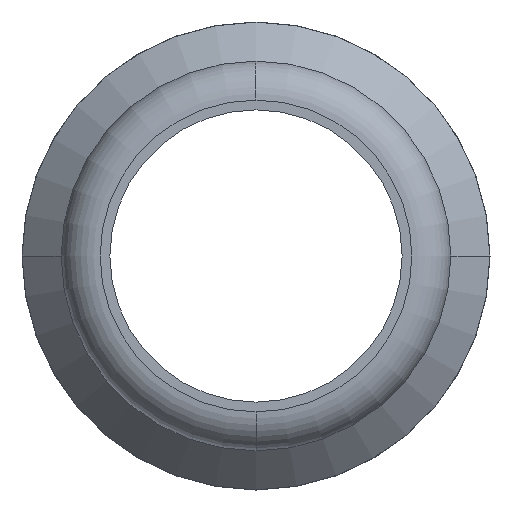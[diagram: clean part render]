
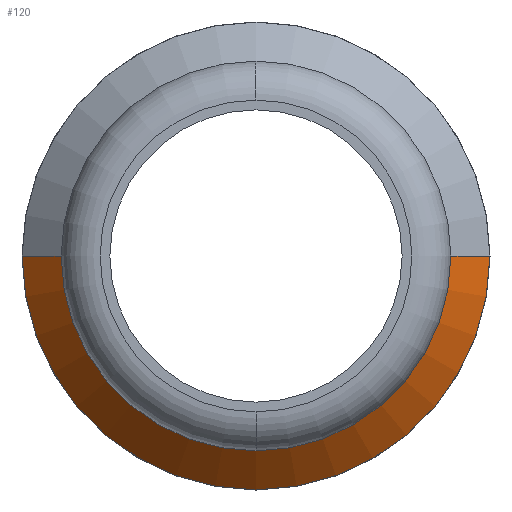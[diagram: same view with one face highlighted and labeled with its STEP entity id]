
A CAD part, front view. The second image highlights one B-rep face of the part: STEP entity #120.
In plain terms, the highlighted conical face has half-angle 45 degrees and reference radius 5.5 mm.
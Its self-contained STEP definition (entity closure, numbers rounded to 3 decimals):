
#120=ADVANCED_FACE('',(#255),#256,.T.);
#255=FACE_OUTER_BOUND('',#402,.T.);
#256=CONICAL_SURFACE('',#403,5.5,0.785);
#402=EDGE_LOOP('',(#674,#675,#676,#677));
#403=AXIS2_PLACEMENT_3D('',#678,#679,#680);
#674=ORIENTED_EDGE('',*,*,#853,.F.);
#675=ORIENTED_EDGE('',*,*,#838,.T.);
#676=ORIENTED_EDGE('',*,*,#855,.F.);
#677=ORIENTED_EDGE('',*,*,#913,.F.);
#678=CARTESIAN_POINT('',(0.0,5.5,0.0));
#679=DIRECTION('',(-0.0,1.0,-0.0));
#680=DIRECTION('',(1.0,0.0,0.0));
#838=EDGE_CURVE('',#982,#988,#990,.T.);
#853=EDGE_CURVE('',#982,#1010,#1011,.T.);
#855=EDGE_CURVE('',#1012,#988,#1014,.T.);
#913=EDGE_CURVE('',#1010,#1012,#1099,.T.);
#982=VERTEX_POINT('',#1178);
#988=VERTEX_POINT('',#1185);
#990=CIRCLE('',#1188,5.0);
#1010=VERTEX_POINT('',#1212);
#1011=LINE('',#1213,#1214);
#1012=VERTEX_POINT('',#1215);
#1014=LINE('',#1217,#1218);
#1099=CIRCLE('',#1315,6.0);
#1178=CARTESIAN_POINT('',(5.0,5.0,0.0));
#1185=CARTESIAN_POINT('',(-5.0,5.0,0.));
#1188=AXIS2_PLACEMENT_3D('',#1399,#1400,#1401);
#1212=CARTESIAN_POINT('',(6.0,6.0,0.0));
#1213=CARTESIAN_POINT('',(5.5,5.5,0.));
#1214=VECTOR('',#1424,1.0);
#1215=CARTESIAN_POINT('',(-6.0,6.0,0.));
#1217=CARTESIAN_POINT('',(-5.5,5.5,0.));
#1218=VECTOR('',#1428,1.0);
#1315=AXIS2_PLACEMENT_3D('',#1528,#1529,#1530);
#1399=CARTESIAN_POINT('',(0.0,5.0,0.0));
#1400=DIRECTION('',(-0.0,1.0,0.0));
#1401=DIRECTION('',(1.0,0.0,0.0));
#1424=DIRECTION('',(0.707,0.707,0.));
#1428=DIRECTION('',(0.707,-0.707,0.));
#1528=CARTESIAN_POINT('',(0.0,6.0,0.0));
#1529=DIRECTION('',(-0.0,1.0,0.0));
#1530=DIRECTION('',(1.0,0.0,0.0));
